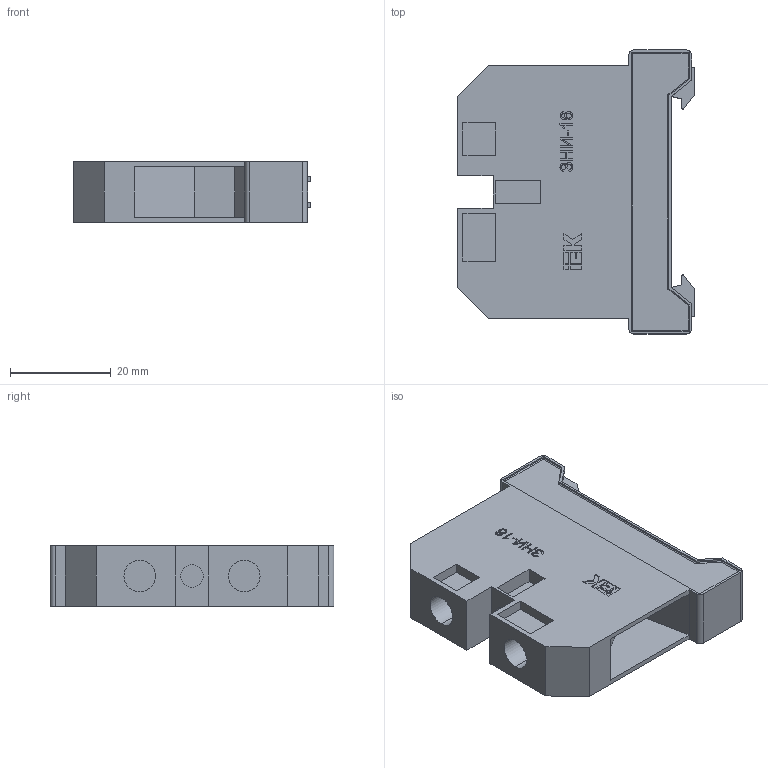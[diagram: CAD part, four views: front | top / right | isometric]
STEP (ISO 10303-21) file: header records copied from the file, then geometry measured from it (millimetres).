
FILE_DESCRIPTION (( 'STEP AP203' ), '1' );
FILE_NAME ('YZN20-016-K52 Çàæèì íàáîðíûé ÇÍÈ-16PEN 16ìì2 (JXB-çåìëÿ) ÈÝÊ.STEP', '2016-08-24T07:43:07', ( '' ), ( '' ), 'SwSTEP 2.0', 'SolidWorks 2014', '' );
FILE_SCHEMA (( 'CONFIG_CONTROL_DESIGN' ));
Length unit declared in the file: millimetre
Products named in the file (1): YZN20-016-K52 Çàæèì íàáîðíûé ÇÍÈ-16PEN 16ìì2 (JXB-çåìëÿ) ÈÝÊ
Bounding box: 47 x 56.5 x 12 mm (x, y, z)
Volume: 19458.6 mm3; surface area: 9904.8 mm2
Topology: 1 solids, 1 shells, 270 faces, 703 edges, 458 vertices
Faces by surface type: plane 213, cylinder 30, bspline 27
Entity records: 9754 total; most frequent: CARTESIAN_POINT 3267, ORIENTED_EDGE 1406, DIRECTION 1149, EDGE_CURVE 703, VECTOR 605, LINE 605, VERTEX_POINT 458, EDGE_LOOP 293
